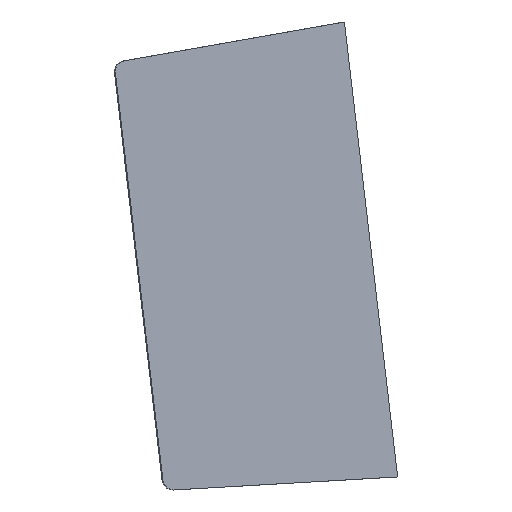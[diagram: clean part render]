
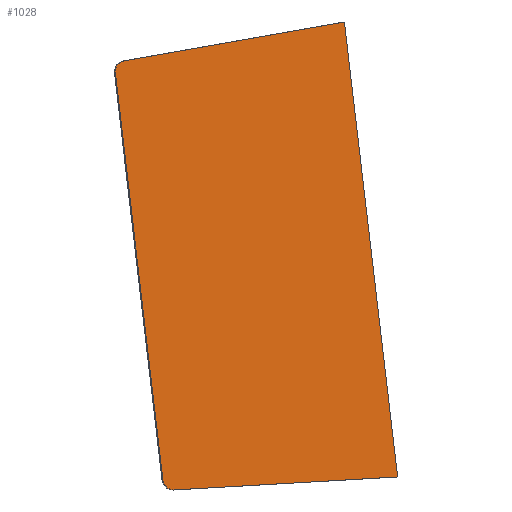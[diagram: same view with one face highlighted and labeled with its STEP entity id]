
A CAD part, top view. The second image highlights one B-rep face of the part: STEP entity #1028.
In plain terms, the highlighted planar face has unit normal (0.069, 0.008, 0.998).
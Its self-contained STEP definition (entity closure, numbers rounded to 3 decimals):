
#571 = PLANE('',#572);
#572 = AXIS2_PLACEMENT_3D('',#573,#574,#575);
#573 = CARTESIAN_POINT('',(4.407,-24.996,0.));
#574 = DIRECTION('',(0.174,-0.985,0.));
#575 = DIRECTION('',(0.,0.,-1.));
#597 = PLANE('',#598);
#598 = AXIS2_PLACEMENT_3D('',#599,#600,#601);
#599 = CARTESIAN_POINT('',(12748.083,1494.479,
    -1748.761));
#600 = DIRECTION('',(0.991,0.116,-0.07)
  );
#601 = DIRECTION('',(-0.07,0.,
    -0.998));
#623 = PLANE('',#624);
#624 = AXIS2_PLACEMENT_3D('',#625,#626,#627);
#625 = CARTESIAN_POINT('',(-0.964,16.547,0.));
#626 = DIRECTION('',(0.058,-0.998,0.));
#627 = DIRECTION('',(0.,0.,-1.));
#651 = CYLINDRICAL_SURFACE('',#652,34.619);
#652 = AXIS2_PLACEMENT_3D('',#653,#654,#655);
#653 = CARTESIAN_POINT('',(12173.86,760.326,
    -872.516));
#654 = DIRECTION('',(0.07,0.004,
    0.998));
#655 = DIRECTION('',(-0.991,-0.116,0.07)
  );
#684 = PLANE('',#685);
#685 = AXIS2_PLACEMENT_3D('',#686,#687,#688);
#686 = CARTESIAN_POINT('',(12064.692,1410.161,
    -847.959));
#687 = DIRECTION('',(0.991,0.116,-0.07)
  );
#688 = DIRECTION('',(-0.07,0.,
    -0.998));
#710 = CYLINDRICAL_SURFACE('',#711,34.619);
#711 = AXIS2_PLACEMENT_3D('',#712,#713,#714);
#712 = CARTESIAN_POINT('',(12141.798,2080.001,
    865.934));
#713 = DIRECTION('',(-0.069,-0.012,
    -0.998));
#714 = DIRECTION('',(-0.991,-0.116,0.07)
  );
#733 = VERTEX_POINT('',#734);
#734 = CARTESIAN_POINT('',(12784.294,2228.443,
    -12.973));
#753 = EDGE_CURVE('',#754,#733,#756,.T.);
#754 = VERTEX_POINT('',#755);
#755 = CARTESIAN_POINT('',(12078.699,2104.028,
    36.959));
#756 = SURFACE_CURVE('',#757,(#761,#767),.PCURVE_S1.);
#757 = LINE('',#758,#759);
#758 = CARTESIAN_POINT('',(6036.288,1038.588,
    464.557));
#759 = VECTOR('',#760,1.);
#760 = DIRECTION('',(0.982,0.173,-0.07)
  );
#761 = PCURVE('',#571,#762);
#762 = DEFINITIONAL_REPRESENTATION('',(#763),#766);
#763 = B_SPLINE_CURVE_WITH_KNOTS('',1,(#764,#765),.UNSPECIFIED.,.F.,.F.,
  (2,2),(6077.2,6942.031),
  .PIECEWISE_BEZIER_KNOTS.);
#764 = CARTESIAN_POINT('',(-42.056,12187.428));
#765 = CARTESIAN_POINT('',(18.069,13050.166));
#766 = ( GEOMETRIC_REPRESENTATION_CONTEXT(2) 
PARAMETRIC_REPRESENTATION_CONTEXT() REPRESENTATION_CONTEXT('2D SPACE',''
  ) );
#767 = PCURVE('',#768,#773);
#768 = PLANE('',#769);
#769 = AXIS2_PLACEMENT_3D('',#770,#771,#772);
#770 = CARTESIAN_POINT('',(12126.72,1412.969,
    39.23));
#771 = DIRECTION('',(-0.069,-0.008,
    -0.998));
#772 = DIRECTION('',(-0.998,0.,
    0.069));
#773 = DEFINITIONAL_REPRESENTATION('',(#774),#777);
#774 = B_SPLINE_CURVE_WITH_KNOTS('',1,(#775,#776),.UNSPECIFIED.,.F.,.F.,
  (2,2),(6077.2,6942.031),
  .PIECEWISE_BEZIER_KNOTS.);
#775 = CARTESIAN_POINT('',(119.947,678.382));
#776 = CARTESIAN_POINT('',(-731.809,828.2));
#777 = ( GEOMETRIC_REPRESENTATION_CONTEXT(2) 
PARAMETRIC_REPRESENTATION_CONTEXT() REPRESENTATION_CONTEXT('2D SPACE',''
  ) );
#804 = VERTEX_POINT('',#805);
#805 = CARTESIAN_POINT('',(12050.4,2065.924,
    39.23));
#826 = EDGE_CURVE('',#804,#754,#827,.T.);
#827 = SURFACE_CURVE('',#828,(#833,#846),.PCURVE_S1.);
#828 = ELLIPSE('',#829,34.619,34.619);
#829 = AXIS2_PLACEMENT_3D('',#830,#831,#832);
#830 = CARTESIAN_POINT('',(12084.701,2069.933,
    36.82));
#831 = DIRECTION('',(-0.069,-0.008,
    -0.998));
#832 = DIRECTION('',(0.116,-0.993,0.)
  );
#833 = PCURVE('',#710,#834);
#834 = DEFINITIONAL_REPRESENTATION('',(#835),#845);
#835 = B_SPLINE_CURVE_WITH_KNOTS('',8,(#836,#837,#838,#839,#840,#841,
    #842,#843,#844),.UNSPECIFIED.,.F.,.F.,(9,9),(1.571,
    3.084),.PIECEWISE_BEZIER_KNOTS.);
#836 = CARTESIAN_POINT('',(0.,831.139));
#837 = CARTESIAN_POINT('',(0.189,831.112));
#838 = CARTESIAN_POINT('',(0.378,831.086));
#839 = CARTESIAN_POINT('',(0.567,831.061));
#840 = CARTESIAN_POINT('',(0.756,831.038));
#841 = CARTESIAN_POINT('',(0.945,831.02));
#842 = CARTESIAN_POINT('',(1.135,831.007));
#843 = CARTESIAN_POINT('',(1.324,831.));
#844 = CARTESIAN_POINT('',(1.513,830.999));
#845 = ( GEOMETRIC_REPRESENTATION_CONTEXT(2) 
PARAMETRIC_REPRESENTATION_CONTEXT() REPRESENTATION_CONTEXT('2D SPACE',''
  ) );
#846 = PCURVE('',#768,#847);
#847 = DEFINITIONAL_REPRESENTATION('',(#848),#852);
#848 = ELLIPSE('',#849,34.619,34.619);
#849 = AXIS2_PLACEMENT_2D('',#850,#851);
#850 = CARTESIAN_POINT('',(41.751,656.986));
#851 = DIRECTION('',(-0.116,-0.993));
#852 = ( GEOMETRIC_REPRESENTATION_CONTEXT(2) 
PARAMETRIC_REPRESENTATION_CONTEXT() REPRESENTATION_CONTEXT('2D SPACE',''
  ) );
#860 = EDGE_CURVE('',#861,#804,#863,.T.);
#861 = VERTEX_POINT('',#862);
#862 = CARTESIAN_POINT('',(12203.039,760.014,
    39.23));
#863 = SURFACE_CURVE('',#864,(#868,#874),.PCURVE_S1.);
#864 = LINE('',#865,#866);
#865 = CARTESIAN_POINT('',(12126.464,1415.16,
    39.23));
#866 = VECTOR('',#867,1.);
#867 = DIRECTION('',(-0.116,0.993,0.)
  );
#868 = PCURVE('',#684,#869);
#869 = DEFINITIONAL_REPRESENTATION('',(#870),#873);
#870 = B_SPLINE_CURVE_WITH_KNOTS('',1,(#871,#872),.UNSPECIFIED.,.F.,.F.,
  (2,2),(-791.187,786.919),.PIECEWISE_BEZIER_KNOTS.);
#871 = CARTESIAN_POINT('',(-895.777,-786.127));
#872 = CARTESIAN_POINT('',(-882.932,791.926));
#873 = ( GEOMETRIC_REPRESENTATION_CONTEXT(2) 
PARAMETRIC_REPRESENTATION_CONTEXT() REPRESENTATION_CONTEXT('2D SPACE',''
  ) );
#874 = PCURVE('',#768,#875);
#875 = DEFINITIONAL_REPRESENTATION('',(#876),#879);
#876 = B_SPLINE_CURVE_WITH_KNOTS('',1,(#877,#878),.UNSPECIFIED.,.F.,.F.,
  (2,2),(-791.187,786.919),.PIECEWISE_BEZIER_KNOTS.);
#877 = CARTESIAN_POINT('',(-91.376,-783.672));
#878 = CARTESIAN_POINT('',(91.392,783.815));
#879 = ( GEOMETRIC_REPRESENTATION_CONTEXT(2) 
PARAMETRIC_REPRESENTATION_CONTEXT() REPRESENTATION_CONTEXT('2D SPACE',''
  ) );
#909 = VERTEX_POINT('',#910);
#910 = CARTESIAN_POINT('',(12239.363,729.464,
    36.959));
#931 = EDGE_CURVE('',#909,#861,#932,.T.);
#932 = SURFACE_CURVE('',#933,(#938,#951),.PCURVE_S1.);
#933 = ELLIPSE('',#934,34.619,34.619);
#934 = AXIS2_PLACEMENT_3D('',#935,#936,#937);
#935 = CARTESIAN_POINT('',(12237.34,764.024,
    36.82));
#936 = DIRECTION('',(-0.069,-0.008,
    -0.998));
#937 = DIRECTION('',(0.116,-0.993,0.)
  );
#938 = PCURVE('',#651,#939);
#939 = DEFINITIONAL_REPRESENTATION('',(#940),#950);
#940 = B_SPLINE_CURVE_WITH_KNOTS('',8,(#941,#942,#943,#944,#945,#946,
    #947,#948,#949),.UNSPECIFIED.,.F.,.F.,(9,9),(0.058,
    1.571),.PIECEWISE_BEZIER_KNOTS.);
#941 = CARTESIAN_POINT('',(1.513,911.697));
#942 = CARTESIAN_POINT('',(1.324,911.695));
#943 = CARTESIAN_POINT('',(1.135,911.688));
#944 = CARTESIAN_POINT('',(0.945,911.675));
#945 = CARTESIAN_POINT('',(0.756,911.657));
#946 = CARTESIAN_POINT('',(0.567,911.635));
#947 = CARTESIAN_POINT('',(0.378,911.61));
#948 = CARTESIAN_POINT('',(0.189,911.583));
#949 = CARTESIAN_POINT('',(0.,911.557));
#950 = ( GEOMETRIC_REPRESENTATION_CONTEXT(2) 
PARAMETRIC_REPRESENTATION_CONTEXT() REPRESENTATION_CONTEXT('2D SPACE',''
  ) );
#951 = PCURVE('',#768,#952);
#952 = DEFINITIONAL_REPRESENTATION('',(#953),#957);
#953 = ELLIPSE('',#954,34.619,34.619);
#954 = AXIS2_PLACEMENT_2D('',#955,#956);
#955 = CARTESIAN_POINT('',(-110.522,-648.967));
#956 = DIRECTION('',(-0.116,-0.993));
#957 = ( GEOMETRIC_REPRESENTATION_CONTEXT(2) 
PARAMETRIC_REPRESENTATION_CONTEXT() REPRESENTATION_CONTEXT('2D SPACE',''
  ) );
#965 = VERTEX_POINT('',#966);
#966 = CARTESIAN_POINT('',(12954.63,771.124,
    -12.973));
#985 = EDGE_CURVE('',#909,#965,#986,.T.);
#986 = SURFACE_CURVE('',#987,(#991,#997),.PCURVE_S1.);
#987 = LINE('',#988,#989);
#988 = CARTESIAN_POINT('',(6113.863,372.695,
    464.575));
#989 = VECTOR('',#990,1.);
#990 = DIRECTION('',(0.996,0.058,
    -0.07));
#991 = PCURVE('',#623,#992);
#992 = DEFINITIONAL_REPRESENTATION('',(#993),#996);
#993 = B_SPLINE_CURVE_WITH_KNOTS('',1,(#994,#995),.UNSPECIFIED.,.F.,.F.,
  (2,2),(6077.456,6942.287),
  .PIECEWISE_BEZIER_KNOTS.);
#994 = CARTESIAN_POINT('',(-42.056,12187.941));
#995 = CARTESIAN_POINT('',(18.069,13050.679));
#996 = ( GEOMETRIC_REPRESENTATION_CONTEXT(2) 
PARAMETRIC_REPRESENTATION_CONTEXT() REPRESENTATION_CONTEXT('2D SPACE',''
  ) );
#997 = PCURVE('',#768,#998);
#998 = DEFINITIONAL_REPRESENTATION('',(#999),#1002);
#999 = B_SPLINE_CURVE_WITH_KNOTS('',1,(#1000,#1001),.UNSPECIFIED.,.F.,
  .F.,(2,2),(6077.456,6942.287),
  .PIECEWISE_BEZIER_KNOTS.);
#1000 = CARTESIAN_POINT('',(-39.347,-687.78));
#1001 = CARTESIAN_POINT('',(-902.722,-637.614));
#1002 = ( GEOMETRIC_REPRESENTATION_CONTEXT(2) 
PARAMETRIC_REPRESENTATION_CONTEXT() REPRESENTATION_CONTEXT('2D SPACE',''
  ) );
#1009 = EDGE_CURVE('',#965,#733,#1010,.T.);
#1010 = SURFACE_CURVE('',#1011,(#1015,#1021),.PCURVE_S1.);
#1011 = LINE('',#1012,#1013);
#1012 = CARTESIAN_POINT('',(12868.95,1504.165,
    -12.973));
#1013 = VECTOR('',#1014,1.);
#1014 = DIRECTION('',(-0.116,0.993,0.
    ));
#1015 = PCURVE('',#597,#1016);
#1016 = DEFINITIONAL_REPRESENTATION('',(#1017),#1020);
#1017 = B_SPLINE_CURVE_WITH_KNOTS('',1,(#1018,#1019),.UNSPECIFIED.,.F.,
  .F.,(2,2),(-884.857,876.178),.PIECEWISE_BEZIER_KNOTS.);
#1018 = CARTESIAN_POINT('',(-1747.194,-875.076));
#1019 = CARTESIAN_POINT('',(-1732.86,885.9));
#1020 = ( GEOMETRIC_REPRESENTATION_CONTEXT(2) 
PARAMETRIC_REPRESENTATION_CONTEXT() REPRESENTATION_CONTEXT('2D SPACE',''
  ) );
#1021 = PCURVE('',#768,#1022);
#1022 = DEFINITIONAL_REPRESENTATION('',(#1023),#1026);
#1023 = B_SPLINE_CURVE_WITH_KNOTS('',1,(#1024,#1025),.UNSPECIFIED.,.F.,
  .F.,(2,2),(-884.857,876.178),.PIECEWISE_BEZIER_KNOTS.);
#1024 = CARTESIAN_POINT('',(-846.543,-787.704));
#1025 = CARTESIAN_POINT('',(-642.589,961.48));
#1026 = ( GEOMETRIC_REPRESENTATION_CONTEXT(2) 
PARAMETRIC_REPRESENTATION_CONTEXT() REPRESENTATION_CONTEXT('2D SPACE',''
  ) );
#1028 = ADVANCED_FACE('',(#1029),#768,.F.);
#1029 = FACE_BOUND('',#1030,.F.);
#1030 = EDGE_LOOP('',(#1031,#1032,#1033,#1034,#1035,#1036));
#1031 = ORIENTED_EDGE('',*,*,#826,.T.);
#1032 = ORIENTED_EDGE('',*,*,#753,.T.);
#1033 = ORIENTED_EDGE('',*,*,#1009,.F.);
#1034 = ORIENTED_EDGE('',*,*,#985,.F.);
#1035 = ORIENTED_EDGE('',*,*,#931,.T.);
#1036 = ORIENTED_EDGE('',*,*,#860,.T.);
